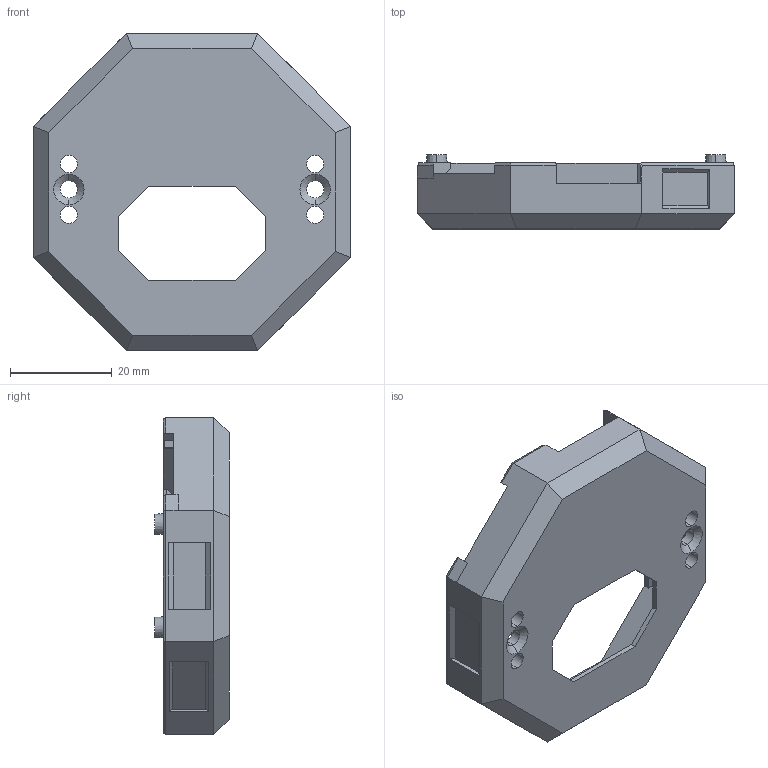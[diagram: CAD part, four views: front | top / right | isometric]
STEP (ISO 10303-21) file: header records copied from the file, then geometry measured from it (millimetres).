
FILE_DESCRIPTION(('FreeCAD Model'),'2;1');
FILE_NAME('LightCase_20b_Frame.STEP','2017-02-20T12:38:11',('Author'),( ''),'Open CASCADE STEP processor 6.8','FreeCAD','Unknown');
FILE_SCHEMA(('AUTOMOTIVE_DESIGN_CC2 { 1 2 10303 214 -1 1 5 4 }'));
Length unit declared in the file: millimetre
Products named in the file (1): LightCase_20b_Frame
Bounding box: 62.43 x 14.6 x 62.43 mm (x, y, z)
Volume: 7983 mm3; surface area: 10202.4 mm2
Topology: 1 solids, 1 shells, 217 faces, 574 edges, 366 vertices
Faces by surface type: plane 193, cone 12, cylinder 12
Entity records: 16424 total; most frequent: CARTESIAN_POINT 4943, DIRECTION 2077, LINE 1523, VECTOR 1523, ORIENTED_EDGE 1148, PCURVE 1148, DEFINITIONAL_REPRESENTATION 1148, EDGE_CURVE 574
